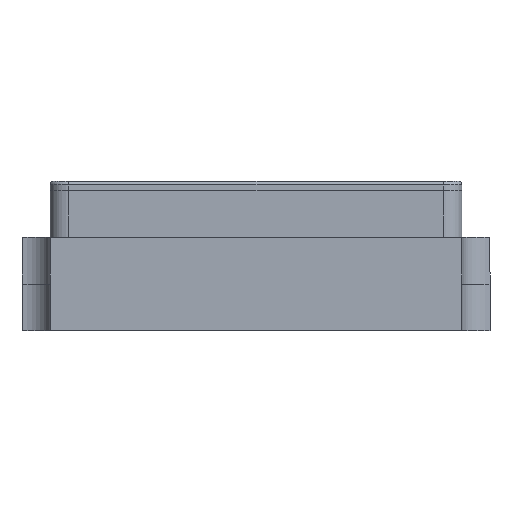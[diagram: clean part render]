
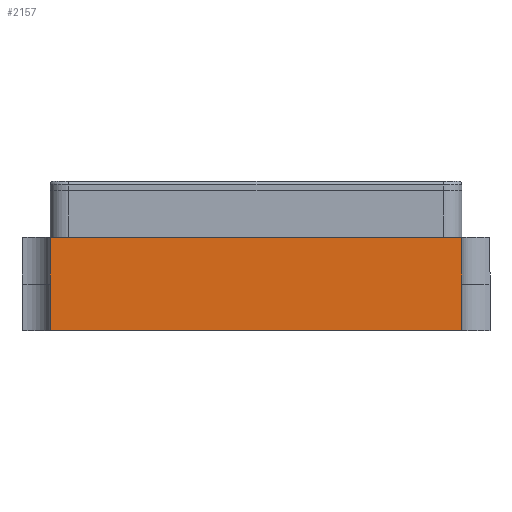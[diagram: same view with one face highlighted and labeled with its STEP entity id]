
A CAD part, left-side view. The second image highlights one B-rep face of the part: STEP entity #2157.
In plain terms, the highlighted planar face has unit normal (-1, 0, 0).
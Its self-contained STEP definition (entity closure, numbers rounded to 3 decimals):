
#8 = DIRECTION ( 'NONE',  ( 0., 0., -1. ) ) ;
#658 = ORIENTED_EDGE ( 'NONE', *, *, #16461, .T. ) ;
#696 = EDGE_CURVE ( 'NONE', #6509, #6383, #2575, .T. ) ;
#724 = ORIENTED_EDGE ( 'NONE', *, *, #7905, .F. ) ;
#897 = ORIENTED_EDGE ( 'NONE', *, *, #10242, .F. ) ;
#919 = ORIENTED_EDGE ( 'NONE', *, *, #7299, .T. ) ;
#1412 = DIRECTION ( 'NONE',  ( 0., 1., 0. ) ) ;
#1439 = DIRECTION ( 'NONE',  ( 0., 0., 1. ) ) ;
#1630 = CARTESIAN_POINT ( 'NONE',  ( -1.6, -1.099, -0.25 ) ) ;
#1812 = EDGE_CURVE ( 'NONE', #6383, #12452, #14995, .T. ) ;
#2077 = EDGE_CURVE ( 'NONE', #12452, #4272, #7895, .T. ) ;
#2157 = ADVANCED_FACE ( 'NONE', ( #13628 ), #13724, .T. ) ;
#2169 = EDGE_CURVE ( 'NONE', #14527, #8561, #9880, .T. ) ;
#2332 = CARTESIAN_POINT ( 'NONE',  ( -1.6, -1.1, -0.499 ) ) ;
#2388 = LINE ( 'NONE', #7592, #9110 ) ;
#2575 = LINE ( 'NONE', #4099, #7896 ) ;
#2732 = DIRECTION ( 'NONE',  ( 0., 0., -1. ) ) ;
#2902 = CARTESIAN_POINT ( 'NONE',  ( -1.6, -1.05, -0.499 ) ) ;
#3306 = VECTOR ( 'NONE', #8871, 1000. ) ;
#3551 = ORIENTED_EDGE ( 'NONE', *, *, #5264, .F. ) ;
#3586 = LINE ( 'NONE', #13193, #6687 ) ;
#3593 = ORIENTED_EDGE ( 'NONE', *, *, #696, .F. ) ;
#3656 = LINE ( 'NONE', #17417, #6944 ) ;
#3672 = CARTESIAN_POINT ( 'NONE',  ( -1.6, 1.25, -0.5 ) ) ;
#4099 = CARTESIAN_POINT ( 'NONE',  ( -1.6, -1.1, -0.25 ) ) ;
#4158 = VERTEX_POINT ( 'NONE', #7653 ) ;
#4272 = VERTEX_POINT ( 'NONE', #2902 ) ;
#4284 = VERTEX_POINT ( 'NONE', #16986 ) ;
#4543 = CARTESIAN_POINT ( 'NONE',  ( -1.6, 1.1, 0.3 ) ) ;
#4856 = LINE ( 'NONE', #4543, #6882 ) ;
#5032 = CARTESIAN_POINT ( 'NONE',  ( -1.6, 1.05, -0.5 ) ) ;
#5088 = DIRECTION ( 'NONE',  ( 0., 1., 0. ) ) ;
#5264 = EDGE_CURVE ( 'NONE', #5879, #4158, #3586, .T. ) ;
#5690 = VERTEX_POINT ( 'NONE', #12592 ) ;
#5879 = VERTEX_POINT ( 'NONE', #14650 ) ;
#5925 = DIRECTION ( 'NONE',  ( 0., 0., -1. ) ) ;
#6116 = CARTESIAN_POINT ( 'NONE',  ( -1.6, 1.099, -0.499 ) ) ;
#6137 = VERTEX_POINT ( 'NONE', #5032 ) ;
#6332 = DIRECTION ( 'NONE',  ( 0., 0., -1. ) ) ;
#6344 = VECTOR ( 'NONE', #11129, 1000. ) ;
#6383 = VERTEX_POINT ( 'NONE', #7977 ) ;
#6458 = ORIENTED_EDGE ( 'NONE', *, *, #1812, .F. ) ;
#6509 = VERTEX_POINT ( 'NONE', #10752 ) ;
#6687 = VECTOR ( 'NONE', #14357, 1000. ) ;
#6882 = VECTOR ( 'NONE', #14531, 1000. ) ;
#6944 = VECTOR ( 'NONE', #5088, 1000. ) ;
#7101 = VECTOR ( 'NONE', #8, 1000. ) ;
#7299 = EDGE_CURVE ( 'NONE', #8046, #6137, #16517, .T. ) ;
#7317 = ORIENTED_EDGE ( 'NONE', *, *, #17807, .F. ) ;
#7592 = CARTESIAN_POINT ( 'NONE',  ( -1.6, -1.05, -0.499 ) ) ;
#7653 = CARTESIAN_POINT ( 'NONE',  ( -1.6, -1.1, 0. ) ) ;
#7895 = LINE ( 'NONE', #2332, #10655 ) ;
#7896 = VECTOR ( 'NONE', #1412, 1000. ) ;
#7905 = EDGE_CURVE ( 'NONE', #4272, #5690, #2388, .T. ) ;
#7977 = CARTESIAN_POINT ( 'NONE',  ( -1.6, -1.099, -0.25 ) ) ;
#8046 = VERTEX_POINT ( 'NONE', #11260 ) ;
#8162 = DIRECTION ( 'NONE',  ( -1., 0., 0. ) ) ;
#8415 = EDGE_LOOP ( 'NONE', ( #6458, #3593, #7317, #3551, #897, #14853, #12622, #10828, #919, #658, #724, #15174 ) ) ;
#8561 = VERTEX_POINT ( 'NONE', #6116 ) ;
#8871 = DIRECTION ( 'NONE',  ( 0., -1., 0. ) ) ;
#9110 = VECTOR ( 'NONE', #6332, 1000. ) ;
#9220 = VECTOR ( 'NONE', #2732, 1000. ) ;
#9343 = CARTESIAN_POINT ( 'NONE',  ( -1.6, 1.05, -0.499 ) ) ;
#9419 = CARTESIAN_POINT ( 'NONE',  ( -1.6, 1.25, -0.5 ) ) ;
#9448 = EDGE_CURVE ( 'NONE', #14527, #4284, #14510, .T. ) ;
#9880 = LINE ( 'NONE', #15187, #9220 ) ;
#9888 = CARTESIAN_POINT ( 'NONE',  ( -1.6, -1.1, 0.3 ) ) ;
#10223 = LINE ( 'NONE', #3672, #3306 ) ;
#10242 = EDGE_CURVE ( 'NONE', #4284, #5879, #4856, .T. ) ;
#10483 = CARTESIAN_POINT ( 'NONE',  ( -1.6, 1.1, -0.25 ) ) ;
#10655 = VECTOR ( 'NONE', #13358, 1000. ) ;
#10752 = CARTESIAN_POINT ( 'NONE',  ( -1.6, -1.1, -0.25 ) ) ;
#10828 = ORIENTED_EDGE ( 'NONE', *, *, #13805, .F. ) ;
#11129 = DIRECTION ( 'NONE',  ( 0., 0., -1. ) ) ;
#11260 = CARTESIAN_POINT ( 'NONE',  ( -1.6, 1.05, -0.499 ) ) ;
#12452 = VERTEX_POINT ( 'NONE', #12484 ) ;
#12484 = CARTESIAN_POINT ( 'NONE',  ( -1.6, -1.099, -0.499 ) ) ;
#12563 = CARTESIAN_POINT ( 'NONE',  ( -1.6, 1.099, -0.25 ) ) ;
#12592 = CARTESIAN_POINT ( 'NONE',  ( -1.6, -1.05, -0.5 ) ) ;
#12622 = ORIENTED_EDGE ( 'NONE', *, *, #2169, .T. ) ;
#13004 = DIRECTION ( 'NONE',  ( 0., 1., 0. ) ) ;
#13193 = CARTESIAN_POINT ( 'NONE',  ( -1.6, 1.25, 0. ) ) ;
#13358 = DIRECTION ( 'NONE',  ( 0., 1., 0. ) ) ;
#13628 = FACE_OUTER_BOUND ( 'NONE', #8415, .T. ) ;
#13724 = PLANE ( 'NONE',  #16974 ) ;
#13805 = EDGE_CURVE ( 'NONE', #8046, #8561, #3656, .T. ) ;
#13922 = VECTOR ( 'NONE', #5925, 1000. ) ;
#14357 = DIRECTION ( 'NONE',  ( 0., -1., 0. ) ) ;
#14510 = LINE ( 'NONE', #10483, #14543 ) ;
#14527 = VERTEX_POINT ( 'NONE', #12563 ) ;
#14531 = DIRECTION ( 'NONE',  ( 0., 0., 1. ) ) ;
#14543 = VECTOR ( 'NONE', #13004, 1000. ) ;
#14650 = CARTESIAN_POINT ( 'NONE',  ( -1.6, 1.1, 0. ) ) ;
#14853 = ORIENTED_EDGE ( 'NONE', *, *, #9448, .F. ) ;
#14995 = LINE ( 'NONE', #1630, #6344 ) ;
#15174 = ORIENTED_EDGE ( 'NONE', *, *, #2077, .F. ) ;
#15187 = CARTESIAN_POINT ( 'NONE',  ( -1.6, 1.099, -0.25 ) ) ;
#15334 = LINE ( 'NONE', #9888, #13922 ) ;
#16461 = EDGE_CURVE ( 'NONE', #6137, #5690, #10223, .T. ) ;
#16517 = LINE ( 'NONE', #9343, #7101 ) ;
#16974 = AXIS2_PLACEMENT_3D ( 'NONE', #9419, #8162, #1439 ) ;
#16986 = CARTESIAN_POINT ( 'NONE',  ( -1.6, 1.1, -0.25 ) ) ;
#17417 = CARTESIAN_POINT ( 'NONE',  ( -1.6, 1.1, -0.499 ) ) ;
#17807 = EDGE_CURVE ( 'NONE', #4158, #6509, #15334, .T. ) ;
